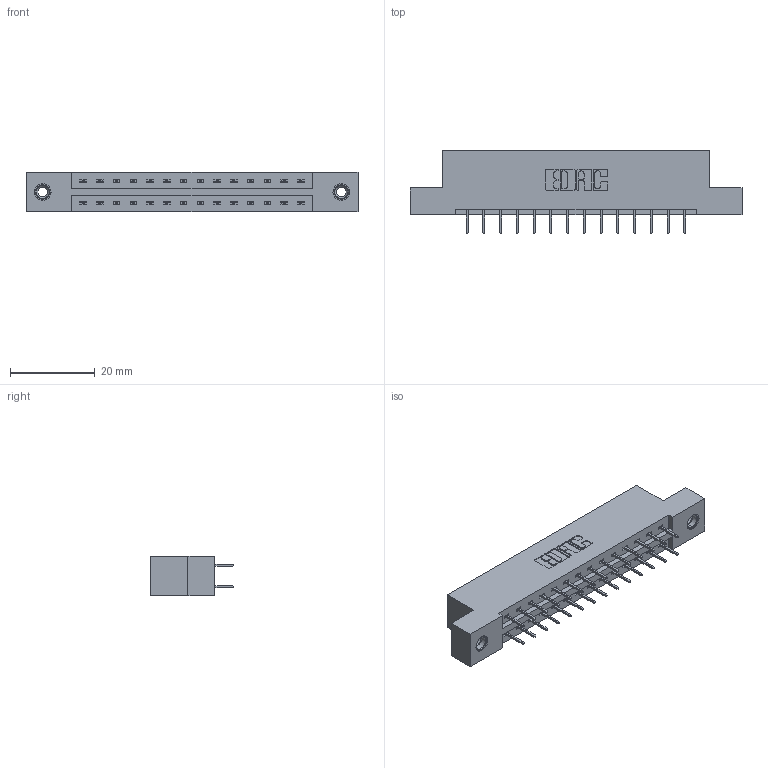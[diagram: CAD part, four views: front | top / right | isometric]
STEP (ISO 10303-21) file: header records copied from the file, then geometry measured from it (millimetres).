
FILE_DESCRIPTION (( 'STEP AP203' ), '1' );
FILE_NAME ('337-028-524-208.STEP', '2019-10-08T16:56:10', ( '' ), ( '' ), 'SwSTEP 2.0', 'SolidWorks 2016', '' );
FILE_SCHEMA (( 'CONFIG_CONTROL_DESIGN' ));
Length unit declared in the file: inch
Products named in the file (4): 345-292-001_345-293-124; 337-028-524-208; 345-250-001_345-250-003-102; 337 Part_Flush Mounting Lugs - 0.156 Dia-TI
Assembly tree (31 placements, depth 2):
  337-028-524-208
    337 Part_Flush Mounting Lugs - 0.156 Dia-TI
    345-292-001_345-293-124  x28
    345-250-001_345-250-003-102  x2
Bounding box: 78.49 x 19.69 x 9.4 mm (x, y, z)
Volume: 7849.9 mm3; surface area: 8495 mm2
Topology: 31 solids, 31 shells, 1798 faces, 5067 edges, 3258 vertices
Faces by surface type: plane 1334, cylinder 448, cone 12, torus 4
Entity records: 15736 total; most frequent: CARTESIAN_POINT 2653, ORIENTED_EDGE 2582, DIRECTION 2341, EDGE_CURVE 1291, VECTOR 1147, LINE 1147, VERTEX_POINT 852, AXIS2_PLACEMENT_3D 597
